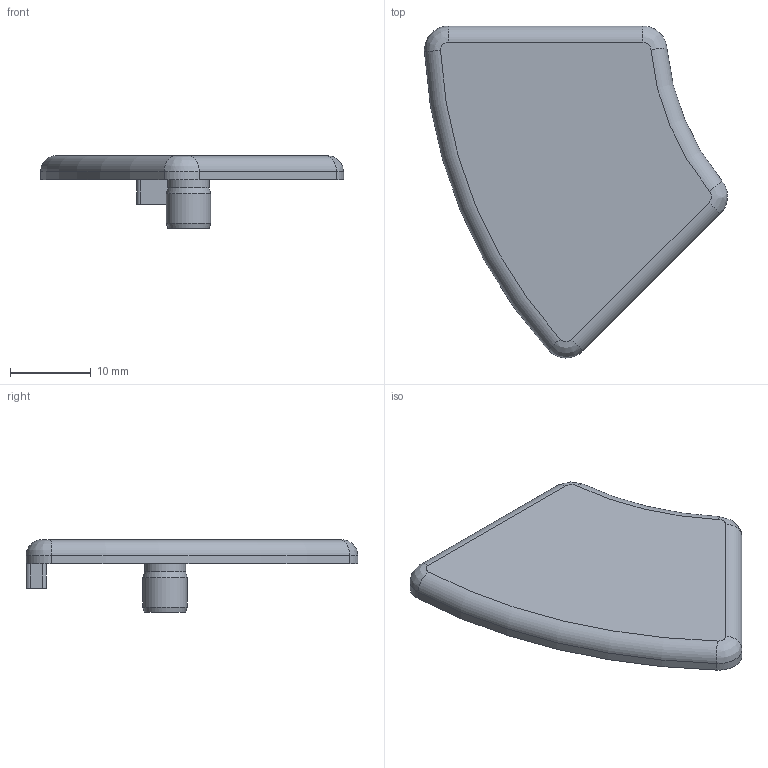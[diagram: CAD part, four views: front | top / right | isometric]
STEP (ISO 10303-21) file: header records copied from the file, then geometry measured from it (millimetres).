
FILE_DESCRIPTION(/* description */ (''),/* implementation_level */ '2;1');
FILE_NAME(/* name */ '223045R.stp',/* time_stamp */ '2022-10-05T10:14:22+02:00',/* author */ ('aluteckkpl_am'),/* organization */ (''),/* preprocessor_version */ 'ST-DEVELOPER v18.1',/* originating_system */ 'Autodesk Inventor 2021',/* authorisation */ '');
FILE_SCHEMA (('CONFIG_CONTROL_DESIGN'));
Length unit declared in the file: millimetre
Products named in the file (2): 223045R-ZP; -
Assembly tree (1 placements, depth 2):
  223045R-ZP
    -
Bounding box: 37.56 x 41.13 x 9 mm (x, y, z)
Volume: 3234.2 mm3; surface area: 2523.8 mm2
Topology: 1 solids, 1 shells, 31 faces, 78 edges, 50 vertices
Faces by surface type: cylinder 14, plane 9, bspline 4, torus 2, cone 2
Full cylindrical faces by diameter (mm): 5.1 x1, 5.5 x1
Entity records: 1043 total; most frequent: CARTESIAN_POINT 206, DIRECTION 182, ORIENTED_EDGE 156, EDGE_CURVE 78, AXIS2_PLACEMENT_3D 74, VERTEX_POINT 50, CIRCLE 44, LINE 34
